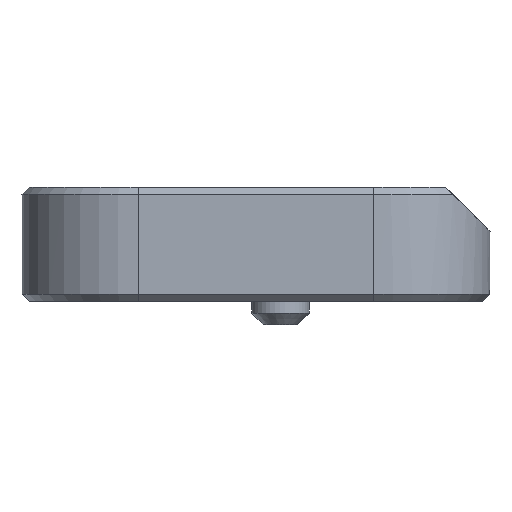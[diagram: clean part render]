
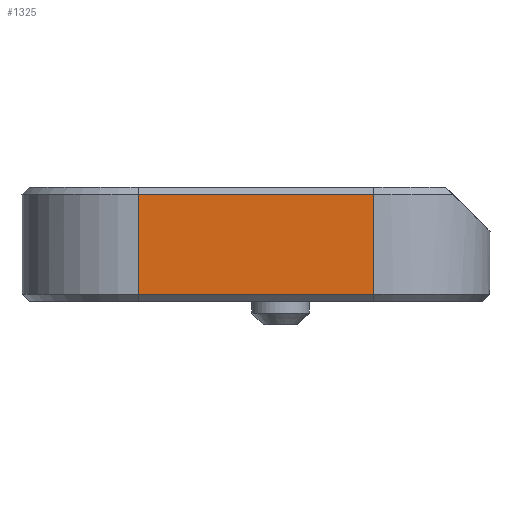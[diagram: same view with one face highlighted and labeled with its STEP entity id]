
A CAD part, left-side view. The second image highlights one B-rep face of the part: STEP entity #1325.
In plain terms, the highlighted planar face has unit normal (-1, 0, 0).
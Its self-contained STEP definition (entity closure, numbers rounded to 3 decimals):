
#86=PLANE('',#1458);
#128=FACE_OUTER_BOUND('',#222,.T.);
#222=EDGE_LOOP('',(#1002,#1003,#1004,#1005));
#330=LINE('',#2150,#436);
#331=LINE('',#2152,#437);
#332=LINE('',#2154,#438);
#333=LINE('',#2155,#439);
#436=VECTOR('',#1713,10.);
#437=VECTOR('',#1714,3.85);
#438=VECTOR('',#1715,10.);
#439=VECTOR('',#1716,10.);
#638=VERTEX_POINT('',#2148);
#639=VERTEX_POINT('',#2149);
#640=VERTEX_POINT('',#2151);
#641=VERTEX_POINT('',#2153);
#770=EDGE_CURVE('',#638,#639,#330,.T.);
#771=EDGE_CURVE('',#640,#638,#331,.T.);
#772=EDGE_CURVE('',#641,#640,#332,.T.);
#773=EDGE_CURVE('',#641,#639,#333,.T.);
#1002=ORIENTED_EDGE('',*,*,#770,.F.);
#1003=ORIENTED_EDGE('',*,*,#771,.F.);
#1004=ORIENTED_EDGE('',*,*,#772,.F.);
#1005=ORIENTED_EDGE('',*,*,#773,.T.);
#1325=ADVANCED_FACE('',(#128),#86,.T.);
#1458=AXIS2_PLACEMENT_3D('',#2147,#1711,#1712);
#1711=DIRECTION('center_axis',(-1.,0.,0.));
#1712=DIRECTION('ref_axis',(0.,1.,0.));
#1713=DIRECTION('',(0.,1.,0.));
#1714=DIRECTION('',(0.,0.,-1.));
#1715=DIRECTION('',(0.,-1.,0.));
#1716=DIRECTION('',(0.,0.,-1.));
#2147=CARTESIAN_POINT('Origin',(-22.95,34.45,10.55));
#2148=CARTESIAN_POINT('',(-22.95,34.45,5.92));
#2149=CARTESIAN_POINT('',(-22.95,44.45,5.92));
#2150=CARTESIAN_POINT('',(-22.95,38.075,5.92));
#2151=CARTESIAN_POINT('',(-22.95,34.45,10.18));
#2152=CARTESIAN_POINT('',(-22.95,34.45,10.55));
#2153=CARTESIAN_POINT('',(-22.95,44.45,10.18));
#2154=CARTESIAN_POINT('',(-22.95,35.362,10.18));
#2155=CARTESIAN_POINT('',(-22.95,44.45,10.55));
